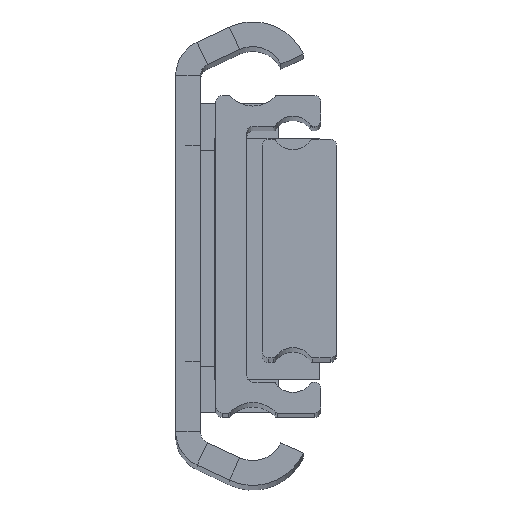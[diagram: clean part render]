
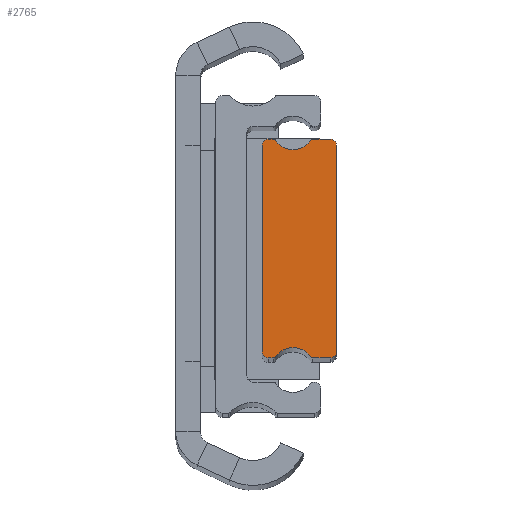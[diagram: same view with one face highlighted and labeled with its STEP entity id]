
A CAD part, top view. The second image highlights one B-rep face of the part: STEP entity #2765.
In plain terms, the highlighted planar face has unit normal (0, 0, 1).
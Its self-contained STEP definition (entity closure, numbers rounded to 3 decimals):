
#12 = VERTEX_POINT ( 'NONE', #2167 ) ;
#43 = DIRECTION ( 'NONE',  ( 0., 0., 1. ) ) ;
#65 = EDGE_CURVE ( 'NONE', #1991, #4112, #3076, .T. ) ;
#199 = ORIENTED_EDGE ( 'NONE', *, *, #1498, .T. ) ;
#234 = DIRECTION ( 'NONE',  ( 1., 0., 0. ) ) ;
#298 = AXIS2_PLACEMENT_3D ( 'NONE', #3446, #4517, #1321 ) ;
#310 = VERTEX_POINT ( 'NONE', #1429 ) ;
#337 = ORIENTED_EDGE ( 'NONE', *, *, #1828, .T. ) ;
#385 = CARTESIAN_POINT ( 'NONE',  ( 0., 16.688, 0. ) ) ;
#395 = AXIS2_PLACEMENT_3D ( 'NONE', #1124, #3757, #2564 ) ;
#400 = CIRCLE ( 'NONE', #1916, 3.4 ) ;
#438 = DIRECTION ( 'NONE',  ( 0., 0., -1. ) ) ;
#536 = EDGE_CURVE ( 'NONE', #310, #1596, #2251, .T. ) ;
#556 = AXIS2_PLACEMENT_3D ( 'NONE', #3870, #1641, #2817 ) ;
#630 = EDGE_CURVE ( 'NONE', #1735, #1733, #4459, .T. ) ;
#652 = CARTESIAN_POINT ( 'NONE',  ( -10.203, 17.188, 0. ) ) ;
#661 = ORIENTED_EDGE ( 'NONE', *, *, #2839, .T. ) ;
#795 = ORIENTED_EDGE ( 'NONE', *, *, #2186, .T. ) ;
#805 = CARTESIAN_POINT ( 'NONE',  ( -3.797, 17.688, 0. ) ) ;
#838 = EDGE_CURVE ( 'NONE', #2567, #1003, #4616, .T. ) ;
#841 = CIRCLE ( 'NONE', #3726, 1. ) ;
#871 = CARTESIAN_POINT ( 'NONE',  ( -10.203, 17.688, 0. ) ) ;
#891 = DIRECTION ( 'NONE',  ( -1., 0., 0. ) ) ;
#922 = EDGE_CURVE ( 'NONE', #12, #4026, #1873, .T. ) ;
#974 = CARTESIAN_POINT ( 'NONE',  ( -1., 17.688, 0. ) ) ;
#980 = VERTEX_POINT ( 'NONE', #805 ) ;
#983 = VERTEX_POINT ( 'NONE', #1246 ) ;
#999 = CARTESIAN_POINT ( 'NONE',  ( -11., -17.687, 0. ) ) ;
#1003 = VERTEX_POINT ( 'NONE', #974 ) ;
#1046 = AXIS2_PLACEMENT_3D ( 'NONE', #1883, #438, #1483 ) ;
#1054 = VECTOR ( 'NONE', #891, 1000. ) ;
#1063 = PLANE ( 'NONE',  #1924 ) ;
#1124 = CARTESIAN_POINT ( 'NONE',  ( -11., -16.687, 0. ) ) ;
#1246 = CARTESIAN_POINT ( 'NONE',  ( -1., -17.688, 0. ) ) ;
#1321 = DIRECTION ( 'NONE',  ( 1., 0., 0. ) ) ;
#1337 = CARTESIAN_POINT ( 'NONE',  ( -7., -19.412, 0. ) ) ;
#1381 = CARTESIAN_POINT ( 'NONE',  ( -11., 16.687, 0. ) ) ;
#1424 = DIRECTION ( 'NONE',  ( 1., 0., 0. ) ) ;
#1429 = CARTESIAN_POINT ( 'NONE',  ( -10.203, 17.688, 0. ) ) ;
#1441 = CARTESIAN_POINT ( 'NONE',  ( -4.208, 17.473, 0. ) ) ;
#1465 = ORIENTED_EDGE ( 'NONE', *, *, #65, .T. ) ;
#1483 = DIRECTION ( 'NONE',  ( 1., 0., 0. ) ) ;
#1496 = VERTEX_POINT ( 'NONE', #2692 ) ;
#1498 = EDGE_CURVE ( 'NONE', #1496, #2567, #3412, .T. ) ;
#1583 = DIRECTION ( 'NONE',  ( 0., 0., -1. ) ) ;
#1596 = VERTEX_POINT ( 'NONE', #3899 ) ;
#1603 = EDGE_CURVE ( 'NONE', #4112, #310, #4625, .T. ) ;
#1641 = DIRECTION ( 'NONE',  ( 0., 0., 1. ) ) ;
#1713 = DIRECTION ( 'NONE',  ( 0., 0., 1. ) ) ;
#1733 = VERTEX_POINT ( 'NONE', #1898 ) ;
#1735 = VERTEX_POINT ( 'NONE', #3761 ) ;
#1758 = VECTOR ( 'NONE', #2019, 1000. ) ;
#1805 = DIRECTION ( 'NONE',  ( 1., 0., 0. ) ) ;
#1816 = CARTESIAN_POINT ( 'NONE',  ( -9.792, 17.473, 0. ) ) ;
#1828 = EDGE_CURVE ( 'NONE', #983, #1496, #841, .T. ) ;
#1837 = AXIS2_PLACEMENT_3D ( 'NONE', #1841, #3300, #3277 ) ;
#1840 = ORIENTED_EDGE ( 'NONE', *, *, #838, .T. ) ;
#1841 = CARTESIAN_POINT ( 'NONE',  ( -3.797, 17.188, 0. ) ) ;
#1873 = LINE ( 'NONE', #3036, #2640 ) ;
#1883 = CARTESIAN_POINT ( 'NONE',  ( -7., 19.412, 0. ) ) ;
#1898 = CARTESIAN_POINT ( 'NONE',  ( -3.797, -17.688, 0. ) ) ;
#1910 = AXIS2_PLACEMENT_3D ( 'NONE', #652, #43, #4277 ) ;
#1916 = AXIS2_PLACEMENT_3D ( 'NONE', #1337, #1583, #3012 ) ;
#1924 = AXIS2_PLACEMENT_3D ( 'NONE', #2505, #3968, #1805 ) ;
#1991 = VERTEX_POINT ( 'NONE', #1441 ) ;
#2019 = DIRECTION ( 'NONE',  ( 0., 1., 0. ) ) ;
#2073 = EDGE_LOOP ( 'NONE', ( #3244, #3065, #795, #2507, #3315, #4626, #4436, #3914, #337, #199, #1840, #661, #2573, #1465, #3935, #3192 ) ) ;
#2167 = CARTESIAN_POINT ( 'NONE',  ( -12., 16.688, 0. ) ) ;
#2186 = EDGE_CURVE ( 'NONE', #4026, #3185, #3491, .T. ) ;
#2208 = DIRECTION ( 'NONE',  ( 1., 0., 0. ) ) ;
#2236 = DIRECTION ( 'NONE',  ( -1., 0., 0. ) ) ;
#2251 = LINE ( 'NONE', #871, #1054 ) ;
#2439 = VECTOR ( 'NONE', #2208, 1000. ) ;
#2505 = CARTESIAN_POINT ( 'NONE',  ( -11., 16.687, 0. ) ) ;
#2507 = ORIENTED_EDGE ( 'NONE', *, *, #4541, .T. ) ;
#2552 = LINE ( 'NONE', #4391, #2439 ) ;
#2564 = DIRECTION ( 'NONE',  ( 1., 0., 0. ) ) ;
#2567 = VERTEX_POINT ( 'NONE', #385 ) ;
#2573 = ORIENTED_EDGE ( 'NONE', *, *, #3604, .T. ) ;
#2611 = DIRECTION ( 'NONE',  ( 0., -1., 0. ) ) ;
#2640 = VECTOR ( 'NONE', #2611, 1000. ) ;
#2692 = CARTESIAN_POINT ( 'NONE',  ( 0., -16.688, 0. ) ) ;
#2697 = CARTESIAN_POINT ( 'NONE',  ( -12., -16.687, 0. ) ) ;
#2765 = ADVANCED_FACE ( 'NONE', ( #4603 ), #1063, .T. ) ;
#2815 = CIRCLE ( 'NONE', #556, 0.5 ) ;
#2817 = DIRECTION ( 'NONE',  ( 1., 0., 0. ) ) ;
#2834 = EDGE_CURVE ( 'NONE', #1733, #983, #2552, .T. ) ;
#2835 = CARTESIAN_POINT ( 'NONE',  ( -1., 16.688, 0. ) ) ;
#2839 = EDGE_CURVE ( 'NONE', #1003, #980, #2932, .T. ) ;
#2888 = CIRCLE ( 'NONE', #4109, 1. ) ;
#2932 = LINE ( 'NONE', #2977, #4118 ) ;
#2976 = VECTOR ( 'NONE', #3516, 1000. ) ;
#2977 = CARTESIAN_POINT ( 'NONE',  ( -1., 17.688, 0. ) ) ;
#3012 = DIRECTION ( 'NONE',  ( 1., 0., 0. ) ) ;
#3036 = CARTESIAN_POINT ( 'NONE',  ( -12., 16.688, 0. ) ) ;
#3065 = ORIENTED_EDGE ( 'NONE', *, *, #922, .T. ) ;
#3076 = CIRCLE ( 'NONE', #1046, 3.4 ) ;
#3107 = DIRECTION ( 'NONE',  ( 1., 0., 0. ) ) ;
#3185 = VERTEX_POINT ( 'NONE', #4648 ) ;
#3192 = ORIENTED_EDGE ( 'NONE', *, *, #536, .T. ) ;
#3244 = ORIENTED_EDGE ( 'NONE', *, *, #3662, .T. ) ;
#3277 = DIRECTION ( 'NONE',  ( 1., 0., 0. ) ) ;
#3300 = DIRECTION ( 'NONE',  ( 0., 0., 1. ) ) ;
#3315 = ORIENTED_EDGE ( 'NONE', *, *, #3727, .T. ) ;
#3412 = LINE ( 'NONE', #3799, #1758 ) ;
#3442 = EDGE_CURVE ( 'NONE', #4569, #1735, #400, .T. ) ;
#3446 = CARTESIAN_POINT ( 'NONE',  ( -3.797, -17.188, 0. ) ) ;
#3491 = CIRCLE ( 'NONE', #395, 1. ) ;
#3496 = CIRCLE ( 'NONE', #1837, 0.5 ) ;
#3516 = DIRECTION ( 'NONE',  ( 1., 0., 0. ) ) ;
#3558 = AXIS2_PLACEMENT_3D ( 'NONE', #2835, #4668, #1424 ) ;
#3604 = EDGE_CURVE ( 'NONE', #980, #1991, #3496, .T. ) ;
#3662 = EDGE_CURVE ( 'NONE', #1596, #12, #2888, .T. ) ;
#3726 = AXIS2_PLACEMENT_3D ( 'NONE', #4514, #4191, #3107 ) ;
#3727 = EDGE_CURVE ( 'NONE', #4151, #4569, #2815, .T. ) ;
#3757 = DIRECTION ( 'NONE',  ( 0., 0., 1. ) ) ;
#3761 = CARTESIAN_POINT ( 'NONE',  ( -4.208, -17.473, 0. ) ) ;
#3799 = CARTESIAN_POINT ( 'NONE',  ( 0., -16.688, 0. ) ) ;
#3870 = CARTESIAN_POINT ( 'NONE',  ( -10.203, -17.188, 0. ) ) ;
#3899 = CARTESIAN_POINT ( 'NONE',  ( -11., 17.688, 0. ) ) ;
#3914 = ORIENTED_EDGE ( 'NONE', *, *, #2834, .T. ) ;
#3926 = CARTESIAN_POINT ( 'NONE',  ( -9.792, -17.473, 0. ) ) ;
#3935 = ORIENTED_EDGE ( 'NONE', *, *, #1603, .T. ) ;
#3949 = LINE ( 'NONE', #999, #2976 ) ;
#3968 = DIRECTION ( 'NONE',  ( 0., 0., 1. ) ) ;
#4026 = VERTEX_POINT ( 'NONE', #2697 ) ;
#4044 = CARTESIAN_POINT ( 'NONE',  ( -10.203, -17.688, 0. ) ) ;
#4109 = AXIS2_PLACEMENT_3D ( 'NONE', #1381, #1713, #234 ) ;
#4112 = VERTEX_POINT ( 'NONE', #1816 ) ;
#4118 = VECTOR ( 'NONE', #2236, 1000. ) ;
#4151 = VERTEX_POINT ( 'NONE', #4044 ) ;
#4191 = DIRECTION ( 'NONE',  ( 0., 0., 1. ) ) ;
#4277 = DIRECTION ( 'NONE',  ( 1., 0., 0. ) ) ;
#4391 = CARTESIAN_POINT ( 'NONE',  ( -3.797, -17.688, 0. ) ) ;
#4436 = ORIENTED_EDGE ( 'NONE', *, *, #630, .T. ) ;
#4459 = CIRCLE ( 'NONE', #298, 0.5 ) ;
#4514 = CARTESIAN_POINT ( 'NONE',  ( -1., -16.688, 0. ) ) ;
#4517 = DIRECTION ( 'NONE',  ( 0., 0., 1. ) ) ;
#4541 = EDGE_CURVE ( 'NONE', #3185, #4151, #3949, .T. ) ;
#4569 = VERTEX_POINT ( 'NONE', #3926 ) ;
#4603 = FACE_OUTER_BOUND ( 'NONE', #2073, .T. ) ;
#4616 = CIRCLE ( 'NONE', #3558, 1. ) ;
#4625 = CIRCLE ( 'NONE', #1910, 0.5 ) ;
#4626 = ORIENTED_EDGE ( 'NONE', *, *, #3442, .T. ) ;
#4648 = CARTESIAN_POINT ( 'NONE',  ( -11., -17.687, 0. ) ) ;
#4668 = DIRECTION ( 'NONE',  ( 0., 0., 1. ) ) ;
